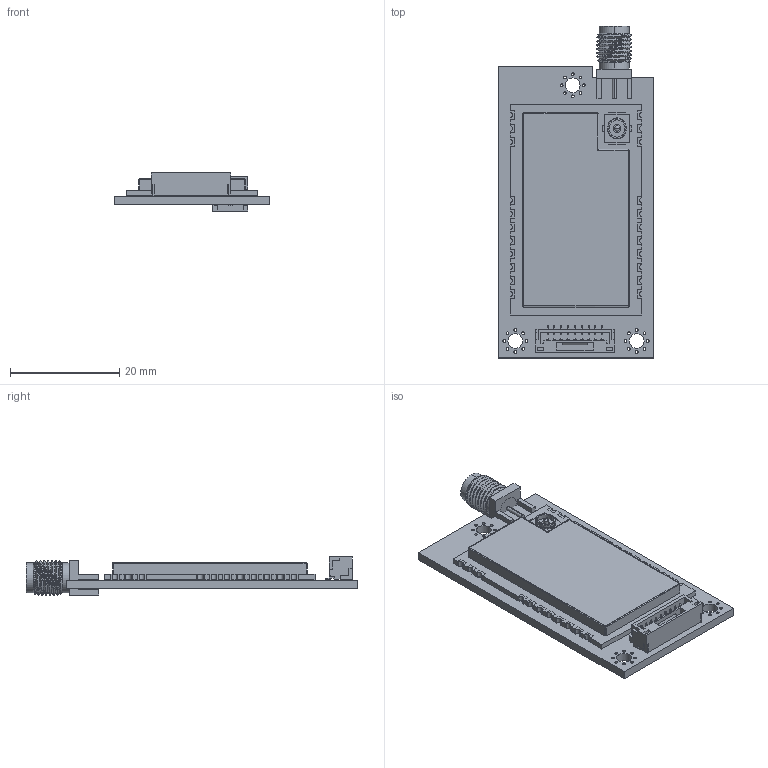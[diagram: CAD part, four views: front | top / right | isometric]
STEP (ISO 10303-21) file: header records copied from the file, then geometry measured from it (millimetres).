
FILE_DESCRIPTION(('KiCad electronic assembly'),'2;1');
FILE_NAME('E22-900M_LoRa_breakout.step','2024-05-15T06:29:36',('Pcbnew') ,('Kicad'),'Open CASCADE STEP processor 7.7','KiCad to STEP converter' ,'Unknown');
FILE_SCHEMA(('AUTOMOTIVE_DESIGN { 1 0 10303 214 1 1 1 1 }'));
Length unit declared in the file: millimetre
Products named in the file (8): E22-900M_LoRa_breakout 1; CON-SMA-EDGE-S; E22-900M22S--3DModel-STEP-56544; E22-900M22S; JST_GH_BM09B-GHS-TBT_1x09-1MP_P1.25mm_Vertical; JST_BM09B_GHS_TBT; _autosave-E22-900M_LoRa_breakout_PCB
Assembly tree (7 placements, depth 3):
  E22-900M_LoRa_breakout 1
    CON-SMA-EDGE-S
      CON-SMA-EDGE-S
    E22-900M22S--3DModel-STEP-56544
      E22-900M22S
    JST_GH_BM09B-GHS-TBT_1x09-1MP_P1.25mm_Vertical
      JST_BM09B_GHS_TBT
    _autosave-E22-900M_LoRa_breakout_PCB
Bounding box: 28.4 x 60.74 x 7 mm (x, y, z)
Volume: 3805.1 mm3; surface area: 8494.5 mm2
Topology: 36 solids, 36 shells, 971 faces, 2566 edges, 1685 vertices
Faces by surface type: bspline 511, plane 390, cylinder 59, cone 11
Full cylindrical faces by diameter (mm): 0.5 x24, 2.7 x3
Entity records: 32532 total; most frequent: CARTESIAN_POINT 10122, ORIENTED_EDGE 5128, EDGE_CURVE 2564, DIRECTION 2276, VERTEX_POINT 1685, B_SPLINE_CURVE_WITH_KNOTS 1189, LINE 1128, VECTOR 1128
